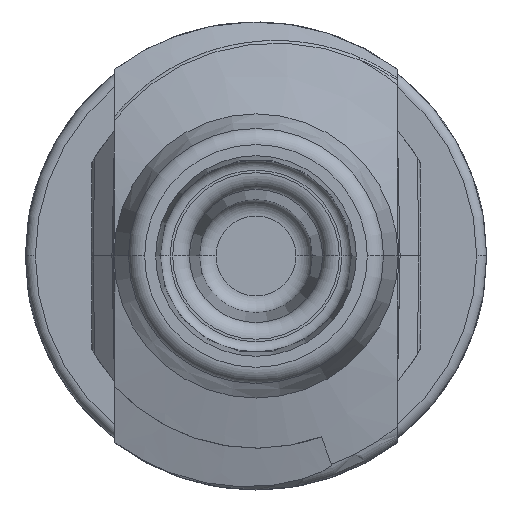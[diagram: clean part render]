
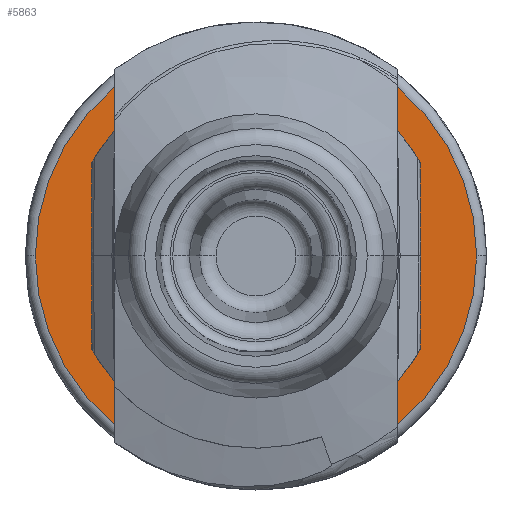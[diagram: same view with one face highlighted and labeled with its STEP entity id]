
A CAD part, front view. The second image highlights one B-rep face of the part: STEP entity #5863.
In plain terms, the highlighted planar face has unit normal (0, -1, 0).
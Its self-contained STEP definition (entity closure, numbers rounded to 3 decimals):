
#940=CARTESIAN_POINT('',(0.,0.,0.));
#941=DIRECTION('',(0.,-1.,0.));
#942=DIRECTION('',(-1.,0.,0.));
#943=AXIS2_PLACEMENT_3D('',#940,#941,#942);
#950=CARTESIAN_POINT('',(0.,0.,0.));
#951=DIRECTION('',(0.,1.,0.));
#952=DIRECTION('',(-1.,0.,0.));
#953=AXIS2_PLACEMENT_3D('',#950,#951,#952);
#980=CARTESIAN_POINT('',(0.,0.,0.));
#981=DIRECTION('',(0.,1.,0.));
#982=DIRECTION('',(1.,0.,0.));
#983=AXIS2_PLACEMENT_3D('',#980,#981,#982);
#2577=CARTESIAN_POINT('',(0.,0.,0.));
#2578=DIRECTION('',(0.,1.,0.));
#2579=DIRECTION('',(-1.,0.,0.));
#2580=AXIS2_PLACEMENT_3D('',#2577,#2578,#2579);
#3868=CARTESIAN_POINT('',(-6.6,0.,0.));
#3869=CARTESIAN_POINT('',(6.6,0.,0.));
#3870=VERTEX_POINT('',#3868);
#3871=VERTEX_POINT('',#3869);
#4287=CARTESIAN_POINT('',(4.6,0.,0.));
#4288=CARTESIAN_POINT('',(-4.6,0.,0.));
#4289=VERTEX_POINT('',#4287);
#4290=VERTEX_POINT('',#4288);
#5847=CARTESIAN_POINT('',(0.,0.,0.));
#5848=DIRECTION('',(0.,1.,0.));
#5849=DIRECTION('',(1.,0.,0.));
#5850=AXIS2_PLACEMENT_3D('',#5847,#5848,#5849);
#5851=PLANE('',#5850);
#5852=ORIENTED_EDGE('',*,*,#5837,.F.);
#5854=ORIENTED_EDGE('',*,*,#5853,.T.);
#5855=EDGE_LOOP('',(#5852,#5854));
#5856=FACE_OUTER_BOUND('',#5855,.F.);
#5858=ORIENTED_EDGE('',*,*,#5857,.F.);
#5860=ORIENTED_EDGE('',*,*,#5859,.F.);
#5861=EDGE_LOOP('',(#5858,#5860));
#5862=FACE_BOUND('',#5861,.F.);
#944=CIRCLE('',#943,6.6);
#954=CIRCLE('',#953,6.6);
#984=CIRCLE('',#983,4.6);
#2581=CIRCLE('',#2580,4.6);
#5837=EDGE_CURVE('',#3870,#3871,#944,.T.);
#5853=EDGE_CURVE('',#3870,#3871,#954,.T.);
#5857=EDGE_CURVE('',#4289,#4290,#984,.T.);
#5859=EDGE_CURVE('',#4290,#4289,#2581,.T.);
#5863=ADVANCED_FACE('',(#5856,#5862),#5851,.F.);
